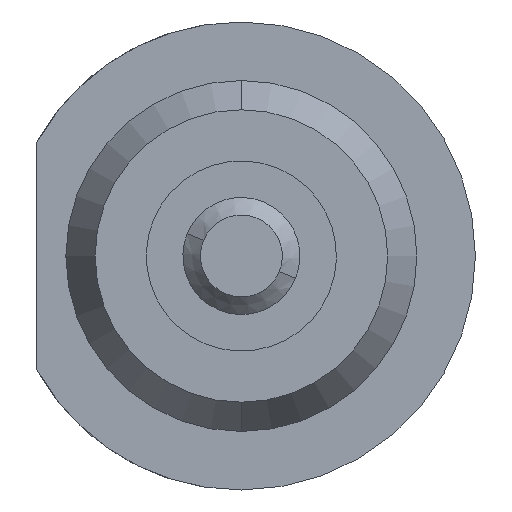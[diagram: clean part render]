
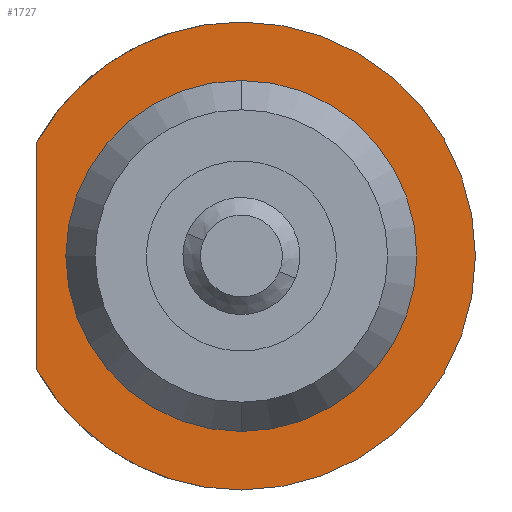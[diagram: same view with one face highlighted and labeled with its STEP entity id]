
A CAD part, left-side view. The second image highlights one B-rep face of the part: STEP entity #1727.
In plain terms, the highlighted planar face has unit normal (-1, 0, 0).
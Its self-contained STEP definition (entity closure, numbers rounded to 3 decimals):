
#463 = FACE_OUTER_BOUND ( 'NONE', #1085, .T. ) ;
#466 = FACE_BOUND ( 'NONE', #1072, .T. ) ;
#608 = CIRCLE ( 'NONE', #2188, 8. ) ;
#612 = CIRCLE ( 'NONE', #2190, 8. ) ;
#618 = CIRCLE ( 'NONE', #2192, 6. ) ;
#625 = CIRCLE ( 'NONE', #2196, 6. ) ;
#628 = CIRCLE ( 'NONE', #2198, 8. ) ;
#629 = LINE ( 'NONE', #1668, #631 ) ;
#631 = VECTOR ( 'NONE', #1669, 1000. ) ;
#1072 = EDGE_LOOP ( 'NONE', ( #1167, #1168 ) ) ;
#1085 = EDGE_LOOP ( 'NONE', ( #1163, #1164, #1165, #1166 ) ) ;
#1163 = ORIENTED_EDGE ( 'NONE', *, *, #2547, .T. ) ;
#1164 = ORIENTED_EDGE ( 'NONE', *, *, #2536, .T. ) ;
#1165 = ORIENTED_EDGE ( 'NONE', *, *, #2532, .T. ) ;
#1166 = ORIENTED_EDGE ( 'NONE', *, *, #2548, .T. ) ;
#1167 = ORIENTED_EDGE ( 'NONE', *, *, #2539, .F. ) ;
#1168 = ORIENTED_EDGE ( 'NONE', *, *, #2545, .F. ) ;
#1291 = VERTEX_POINT ( 'NONE', #2366 ) ;
#1295 = VERTEX_POINT ( 'NONE', #2370 ) ;
#1296 = VERTEX_POINT ( 'NONE', #2371 ) ;
#1297 = VERTEX_POINT ( 'NONE', #2372 ) ;
#1302 = VERTEX_POINT ( 'NONE', #2377 ) ;
#1303 = VERTEX_POINT ( 'NONE', #2378 ) ;
#1633 = CARTESIAN_POINT ( 'NONE',  ( -111.5, 0., 0. ) ) ;
#1634 = DIRECTION ( 'NONE',  ( -1., 0., 0. ) ) ;
#1635 = DIRECTION ( 'NONE',  ( 0., 0., -1. ) ) ;
#1644 = CARTESIAN_POINT ( 'NONE',  ( -111.5, 0., 0. ) ) ;
#1645 = DIRECTION ( 'NONE',  ( -1., 0., 0. ) ) ;
#1646 = DIRECTION ( 'NONE',  ( 0., 0., -1. ) ) ;
#1652 = CARTESIAN_POINT ( 'NONE',  ( -111.5, 0., 0. ) ) ;
#1653 = DIRECTION ( 'NONE',  ( -1., 0., 0. ) ) ;
#1654 = DIRECTION ( 'NONE',  ( 0., 0., 1. ) ) ;
#1665 = CARTESIAN_POINT ( 'NONE',  ( -111.5, 0., 0. ) ) ;
#1666 = DIRECTION ( 'NONE',  ( -1., 0., 0. ) ) ;
#1667 = DIRECTION ( 'NONE',  ( 0., 0., 1. ) ) ;
#1668 = CARTESIAN_POINT ( 'NONE',  ( -111.5, 7., 8. ) ) ;
#1669 = DIRECTION ( 'NONE',  ( 0., 0., -1. ) ) ;
#1673 = CARTESIAN_POINT ( 'NONE',  ( -111.5, 0., 0. ) ) ;
#1674 = DIRECTION ( 'NONE',  ( -1., 0., 0. ) ) ;
#1675 = DIRECTION ( 'NONE',  ( 0., 0., -1. ) ) ;
#1727 = ADVANCED_FACE ( 'NONE', ( #463, #466 ), #2259, .F. ) ;
#2115 = AXIS2_PLACEMENT_3D ( 'NONE', #2251, #2261, #2262 ) ;
#2188 = AXIS2_PLACEMENT_3D ( 'NONE', #1633, #1634, #1635 ) ;
#2190 = AXIS2_PLACEMENT_3D ( 'NONE', #1644, #1645, #1646 ) ;
#2192 = AXIS2_PLACEMENT_3D ( 'NONE', #1652, #1653, #1654 ) ;
#2196 = AXIS2_PLACEMENT_3D ( 'NONE', #1665, #1666, #1667 ) ;
#2198 = AXIS2_PLACEMENT_3D ( 'NONE', #1673, #1674, #1675 ) ;
#2251 = CARTESIAN_POINT ( 'NONE',  ( -111.5, 10., 0. ) ) ;
#2259 = PLANE ( 'NONE',  #2115 ) ;
#2261 = DIRECTION ( 'NONE',  ( 1., 0., 0. ) ) ;
#2262 = DIRECTION ( 'NONE',  ( 0., 0., -1. ) ) ;
#2366 = CARTESIAN_POINT ( 'NONE',  ( -111.5, 0., -6. ) ) ;
#2370 = CARTESIAN_POINT ( 'NONE',  ( -111.5, 7., -3.873 ) ) ;
#2371 = CARTESIAN_POINT ( 'NONE',  ( -111.5, 7., 3.873 ) ) ;
#2372 = CARTESIAN_POINT ( 'NONE',  ( -111.5, 0., 6. ) ) ;
#2377 = CARTESIAN_POINT ( 'NONE',  ( -111.5, 0., -8. ) ) ;
#2378 = CARTESIAN_POINT ( 'NONE',  ( -111.5, 0., 8. ) ) ;
#2532 = EDGE_CURVE ( 'NONE', #1303, #1296, #608, .T. ) ;
#2536 = EDGE_CURVE ( 'NONE', #1302, #1303, #612, .T. ) ;
#2539 = EDGE_CURVE ( 'NONE', #1297, #1291, #618, .T. ) ;
#2545 = EDGE_CURVE ( 'NONE', #1291, #1297, #625, .T. ) ;
#2547 = EDGE_CURVE ( 'NONE', #1295, #1302, #628, .T. ) ;
#2548 = EDGE_CURVE ( 'NONE', #1296, #1295, #629, .T. ) ;
